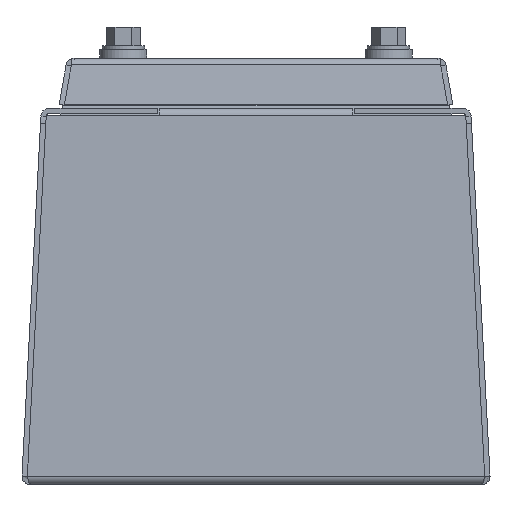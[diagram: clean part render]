
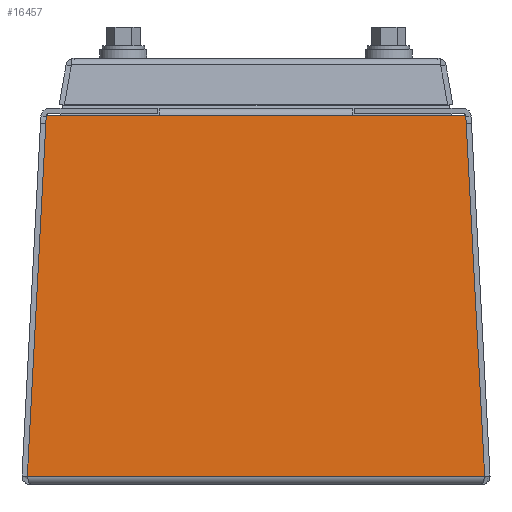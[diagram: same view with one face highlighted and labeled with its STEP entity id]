
A CAD part, left-side view. The second image highlights one B-rep face of the part: STEP entity #16457.
In plain terms, the highlighted planar face has unit normal (-0.999, 0, 0.052).
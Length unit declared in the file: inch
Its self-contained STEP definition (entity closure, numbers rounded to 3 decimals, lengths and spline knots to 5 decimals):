
#45 = DIRECTION ( 'NONE',  ( 0., 1., 0. ) ) ;
#213 = ORIENTED_EDGE ( 'NONE', *, *, #5982, .T. ) ;
#490 = EDGE_CURVE ( 'NONE', #17479, #14888, #5565, .T. ) ;
#674 = VERTEX_POINT ( 'NONE', #16814 ) ;
#1183 = DIRECTION ( 'NONE',  ( 0., 1., 0. ) ) ;
#1395 = AXIS2_PLACEMENT_3D ( 'NONE', #6131, #14512, #10057 ) ;
#1678 = ORIENTED_EDGE ( 'NONE', *, *, #9648, .T. ) ;
#2056 = ORIENTED_EDGE ( 'NONE', *, *, #10312, .T. ) ;
#4145 = ORIENTED_EDGE ( 'NONE', *, *, #8951, .T. ) ;
#4472 = DIRECTION ( 'NONE',  ( 0., -1., 0. ) ) ;
#4539 = VECTOR ( 'NONE', #4472, 39.37008 ) ;
#4622 = VECTOR ( 'NONE', #11715, 39.37008 ) ;
#4901 = VERTEX_POINT ( 'NONE', #14030 ) ;
#5565 = LINE ( 'NONE', #6733, #12208 ) ;
#5982 = EDGE_CURVE ( 'NONE', #14888, #9857, #8044, .T. ) ;
#6131 = CARTESIAN_POINT ( 'NONE',  ( -5.97242, -16.85702, 0.05998 ) ) ;
#6369 = CARTESIAN_POINT ( 'NONE',  ( -5.77021, 2.23017, 3.9185 ) ) ;
#6695 = CARTESIAN_POINT ( 'NONE',  ( -5.77021, -1.05773, 3.9185 ) ) ;
#6733 = CARTESIAN_POINT ( 'NONE',  ( -5.97082, -2.43079, 0.0905 ) ) ;
#7268 = EDGE_CURVE ( 'NONE', #4901, #17479, #16697, .T. ) ;
#7398 = FACE_OUTER_BOUND ( 'NONE', #16857, .T. ) ;
#8044 = LINE ( 'NONE', #6695, #17155 ) ;
#8129 = DIRECTION ( 'NONE',  ( 0., 1., 0. ) ) ;
#8176 = LINE ( 'NONE', #12185, #12045 ) ;
#8259 = CARTESIAN_POINT ( 'NONE',  ( -5.77021, -2.23017, 3.9185 ) ) ;
#8951 = EDGE_CURVE ( 'NONE', #9857, #674, #13409, .T. ) ;
#9299 = CARTESIAN_POINT ( 'NONE',  ( -5.77021, -16.85702, 3.9185 ) ) ;
#9627 = CARTESIAN_POINT ( 'NONE',  ( -5.97082, -16.85702, 0.0905 ) ) ;
#9648 = EDGE_CURVE ( 'NONE', #13905, #4901, #10272, .T. ) ;
#9857 = VERTEX_POINT ( 'NONE', #13931 ) ;
#10057 = DIRECTION ( 'NONE',  ( 0.052, 0., 0.999 ) ) ;
#10227 = PLANE ( 'NONE',  #1395 ) ;
#10272 = LINE ( 'NONE', #10535, #4622 ) ;
#10312 = EDGE_CURVE ( 'NONE', #674, #13905, #8176, .T. ) ;
#10535 = CARTESIAN_POINT ( 'NONE',  ( -5.77021, 2.23017, 3.9185 ) ) ;
#10827 = DIRECTION ( 'NONE',  ( 0.052, 0.052, 0.997 ) ) ;
#11715 = DIRECTION ( 'NONE',  ( -0.052, 0.052, -0.997 ) ) ;
#12045 = VECTOR ( 'NONE', #45, 39.37008 ) ;
#12185 = CARTESIAN_POINT ( 'NONE',  ( -5.77021, -1.05773, 3.9185 ) ) ;
#12208 = VECTOR ( 'NONE', #10827, 39.37008 ) ;
#13409 = LINE ( 'NONE', #9299, #16261 ) ;
#13905 = VERTEX_POINT ( 'NONE', #6369 ) ;
#13931 = CARTESIAN_POINT ( 'NONE',  ( -5.77021, -1.02773, 3.9185 ) ) ;
#14027 = ORIENTED_EDGE ( 'NONE', *, *, #490, .T. ) ;
#14030 = CARTESIAN_POINT ( 'NONE',  ( -5.97082, 2.43079, 0.0905 ) ) ;
#14512 = DIRECTION ( 'NONE',  ( -0.999, 0., 0.052 ) ) ;
#14880 = ORIENTED_EDGE ( 'NONE', *, *, #7268, .T. ) ;
#14888 = VERTEX_POINT ( 'NONE', #8259 ) ;
#14902 = CARTESIAN_POINT ( 'NONE',  ( -5.97082, -2.43079, 0.0905 ) ) ;
#16261 = VECTOR ( 'NONE', #1183, 39.37008 ) ;
#16457 = ADVANCED_FACE ( 'NONE', ( #7398 ), #10227, .T. ) ;
#16697 = LINE ( 'NONE', #9627, #4539 ) ;
#16814 = CARTESIAN_POINT ( 'NONE',  ( -5.77021, 1.02773, 3.9185 ) ) ;
#16857 = EDGE_LOOP ( 'NONE', ( #213, #4145, #2056, #1678, #14880, #14027 ) ) ;
#17155 = VECTOR ( 'NONE', #8129, 39.37008 ) ;
#17479 = VERTEX_POINT ( 'NONE', #14902 ) ;
